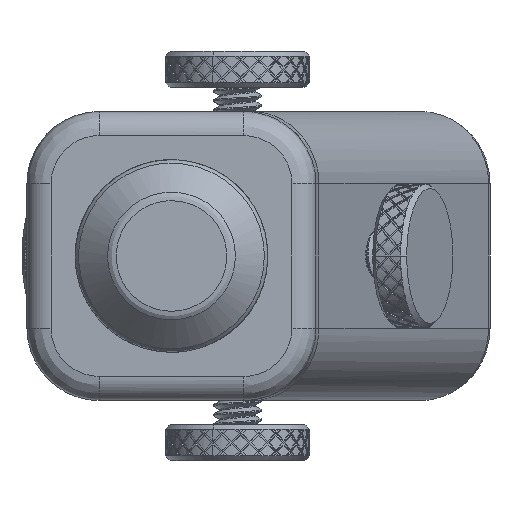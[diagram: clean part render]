
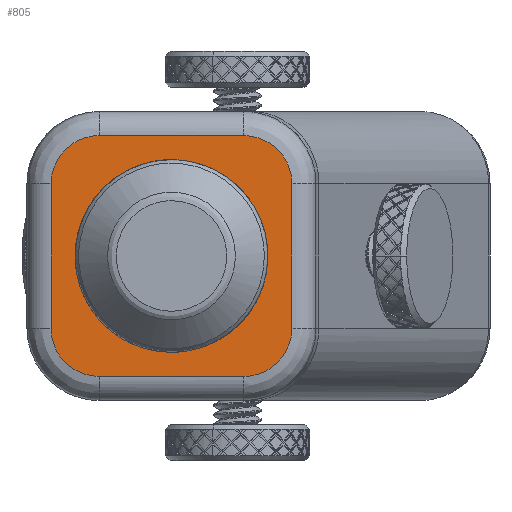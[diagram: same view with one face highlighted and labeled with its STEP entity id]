
A CAD part, left-side view. The second image highlights one B-rep face of the part: STEP entity #805.
In plain terms, the highlighted free-form (B-spline) face has degree [1, 1] with [2, 2] control points.
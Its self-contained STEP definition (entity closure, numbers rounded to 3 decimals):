
#478 = VERTEX_POINT('',#479);
#479 = CARTESIAN_POINT('',(-66.892,-10.034,
    16.723));
#487 = VERTEX_POINT('',#488);
#488 = CARTESIAN_POINT('',(-66.892,10.034,
    16.723));
#494 = EDGE_CURVE('',#487,#478,#495,.T.);
#495 = B_SPLINE_CURVE_WITH_KNOTS('',1,(#496,#497),.UNSPECIFIED.,.F.,.F.,
  (2,2),(-13.08,5.97),.PIECEWISE_BEZIER_KNOTS.);
#496 = CARTESIAN_POINT('',(-66.892,10.034,
    16.723));
#497 = CARTESIAN_POINT('',(-66.892,-10.034,
    16.723));
#510 = VERTEX_POINT('',#511);
#511 = CARTESIAN_POINT('',(-66.892,-16.723,
    10.034));
#526 = EDGE_CURVE('',#478,#510,#527,.T.);
#527 = ( BOUNDED_CURVE() B_SPLINE_CURVE(2,(#528,#529,#530),
.UNSPECIFIED.,.F.,.F.) B_SPLINE_CURVE_WITH_KNOTS((3,3),(5.498,
7.069),.PIECEWISE_BEZIER_KNOTS.) CURVE() 
GEOMETRIC_REPRESENTATION_ITEM() RATIONAL_B_SPLINE_CURVE((1.,
0.707,1.)) REPRESENTATION_ITEM('') );
#528 = CARTESIAN_POINT('',(-66.892,-10.034,
    16.723));
#529 = CARTESIAN_POINT('',(-66.892,-16.723,
    16.723));
#530 = CARTESIAN_POINT('',(-66.892,-16.723,
    10.034));
#548 = VERTEX_POINT('',#549);
#549 = CARTESIAN_POINT('',(-66.892,16.723,
    10.034));
#555 = EDGE_CURVE('',#548,#487,#556,.T.);
#556 = ( BOUNDED_CURVE() B_SPLINE_CURVE(2,(#557,#558,#559),
.UNSPECIFIED.,.F.,.F.) B_SPLINE_CURVE_WITH_KNOTS((3,3),(5.498,
7.069),.PIECEWISE_BEZIER_KNOTS.) CURVE() 
GEOMETRIC_REPRESENTATION_ITEM() RATIONAL_B_SPLINE_CURVE((1.,
0.707,1.)) REPRESENTATION_ITEM('') );
#557 = CARTESIAN_POINT('',(-66.892,16.723,
    10.034));
#558 = CARTESIAN_POINT('',(-66.892,16.723,16.723
    ));
#559 = CARTESIAN_POINT('',(-66.892,10.034,
    16.723));
#582 = VERTEX_POINT('',#583);
#583 = CARTESIAN_POINT('',(-66.892,-16.723,
    -10.034));
#597 = EDGE_CURVE('',#510,#582,#598,.T.);
#598 = B_SPLINE_CURVE_WITH_KNOTS('',1,(#599,#600),.UNSPECIFIED.,.F.,.F.,
  (2,2),(-28.575,-9.525),.PIECEWISE_BEZIER_KNOTS.);
#599 = CARTESIAN_POINT('',(-66.892,-16.723,
    10.034));
#600 = CARTESIAN_POINT('',(-66.892,-16.723,
    -10.034));
#615 = VERTEX_POINT('',#616);
#616 = CARTESIAN_POINT('',(-66.892,16.723,
    -10.034));
#622 = EDGE_CURVE('',#615,#548,#623,.T.);
#623 = B_SPLINE_CURVE_WITH_KNOTS('',1,(#624,#625),.UNSPECIFIED.,.F.,.F.,
  (2,2),(9.525,28.575),.PIECEWISE_BEZIER_KNOTS.);
#624 = CARTESIAN_POINT('',(-66.892,16.723,
    -10.034));
#625 = CARTESIAN_POINT('',(-66.892,16.723,
    10.034));
#644 = VERTEX_POINT('',#645);
#645 = CARTESIAN_POINT('',(-66.892,-10.034,
    -16.723));
#660 = EDGE_CURVE('',#582,#644,#661,.T.);
#661 = ( BOUNDED_CURVE() B_SPLINE_CURVE(2,(#662,#663,#664),
.UNSPECIFIED.,.F.,.F.) B_SPLINE_CURVE_WITH_KNOTS((3,3),(5.498,
7.069),.PIECEWISE_BEZIER_KNOTS.) CURVE() 
GEOMETRIC_REPRESENTATION_ITEM() RATIONAL_B_SPLINE_CURVE((1.,
0.707,1.)) REPRESENTATION_ITEM('') );
#662 = CARTESIAN_POINT('',(-66.892,-16.723,
    -10.034));
#663 = CARTESIAN_POINT('',(-66.892,-16.723,
    -16.723));
#664 = CARTESIAN_POINT('',(-66.892,-10.034,
    -16.723));
#682 = VERTEX_POINT('',#683);
#683 = CARTESIAN_POINT('',(-66.892,10.034,
    -16.723));
#689 = EDGE_CURVE('',#682,#615,#690,.T.);
#690 = ( BOUNDED_CURVE() B_SPLINE_CURVE(2,(#691,#692,#693),
.UNSPECIFIED.,.F.,.F.) B_SPLINE_CURVE_WITH_KNOTS((3,3),(5.498,
7.069),.PIECEWISE_BEZIER_KNOTS.) CURVE() 
GEOMETRIC_REPRESENTATION_ITEM() RATIONAL_B_SPLINE_CURVE((1.,
0.707,1.)) REPRESENTATION_ITEM('') );
#691 = CARTESIAN_POINT('',(-66.892,10.034,
    -16.723));
#692 = CARTESIAN_POINT('',(-66.892,16.723,
    -16.723));
#693 = CARTESIAN_POINT('',(-66.892,16.723,
    -10.034));
#716 = EDGE_CURVE('',#644,#682,#717,.T.);
#717 = B_SPLINE_CURVE_WITH_KNOTS('',1,(#718,#719),.UNSPECIFIED.,.F.,.F.,
  (2,2),(-5.97,13.08),.PIECEWISE_BEZIER_KNOTS.);
#718 = CARTESIAN_POINT('',(-66.892,-10.034,
    -16.723));
#719 = CARTESIAN_POINT('',(-66.892,10.034,
    -16.723));
#805 = ADVANCED_FACE('',(#806,#820),#830,.T.);
#806 = FACE_BOUND('',#807,.T.);
#807 = EDGE_LOOP('',(#808));
#808 = ORIENTED_EDGE('',*,*,#809,.T.);
#809 = EDGE_CURVE('',#810,#810,#812,.T.);
#810 = VERTEX_POINT('',#811);
#811 = CARTESIAN_POINT('',(-66.892,0.,
    13.378));
#812 = ( BOUNDED_CURVE() B_SPLINE_CURVE(2,(#813,#814,#815,#816,#817,#818
,#819),.UNSPECIFIED.,.T.,.F.) B_SPLINE_CURVE_WITH_KNOTS((1,2,2,2,2,1),(
    -2.094,0.,2.094,4.189,6.283,
8.378),.UNSPECIFIED.) CURVE() GEOMETRIC_REPRESENTATION_ITEM() 
RATIONAL_B_SPLINE_CURVE((1.,0.5,1.,0.5,1.,0.5,1.)) REPRESENTATION_ITEM(
  '') );
#813 = CARTESIAN_POINT('',(-66.892,0.,
    13.378));
#814 = CARTESIAN_POINT('',(-66.892,-23.172,
    13.378));
#815 = CARTESIAN_POINT('',(-66.892,-11.586,
    -6.689));
#816 = CARTESIAN_POINT('',(-66.892,0.,
    -26.757));
#817 = CARTESIAN_POINT('',(-66.892,11.586,
    -6.689));
#818 = CARTESIAN_POINT('',(-66.892,23.172,
    13.378));
#819 = CARTESIAN_POINT('',(-66.892,0.,
    13.378));
#820 = FACE_BOUND('',#821,.T.);
#821 = EDGE_LOOP('',(#822,#823,#824,#825,#826,#827,#828,#829));
#822 = ORIENTED_EDGE('',*,*,#494,.F.);
#823 = ORIENTED_EDGE('',*,*,#555,.F.);
#824 = ORIENTED_EDGE('',*,*,#622,.F.);
#825 = ORIENTED_EDGE('',*,*,#689,.F.);
#826 = ORIENTED_EDGE('',*,*,#716,.F.);
#827 = ORIENTED_EDGE('',*,*,#660,.F.);
#828 = ORIENTED_EDGE('',*,*,#597,.F.);
#829 = ORIENTED_EDGE('',*,*,#526,.F.);
#830 = B_SPLINE_SURFACE_WITH_KNOTS('',1,1,(
    (#831,#832)
    ,(#833,#834
  )),.UNSPECIFIED.,.F.,.F.,.F.,(2,2),(2,2),(-15.875,15.875),(3.175,
    34.925),.PIECEWISE_BEZIER_KNOTS.);
#831 = CARTESIAN_POINT('',(-66.892,16.723,
    -16.723));
#832 = CARTESIAN_POINT('',(-66.892,16.723,16.723
    ));
#833 = CARTESIAN_POINT('',(-66.892,-16.723,
    -16.723));
#834 = CARTESIAN_POINT('',(-66.892,-16.723,
    16.723));
